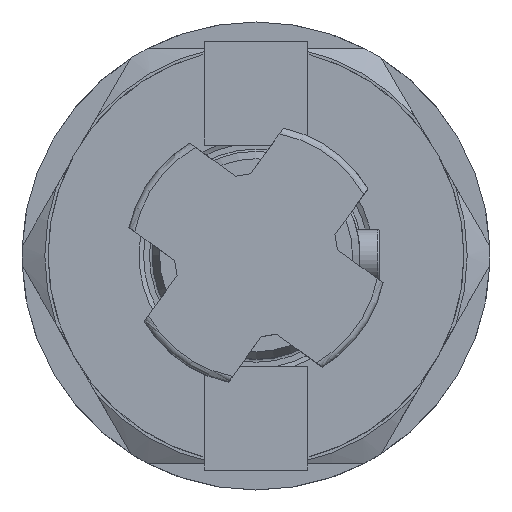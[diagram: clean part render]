
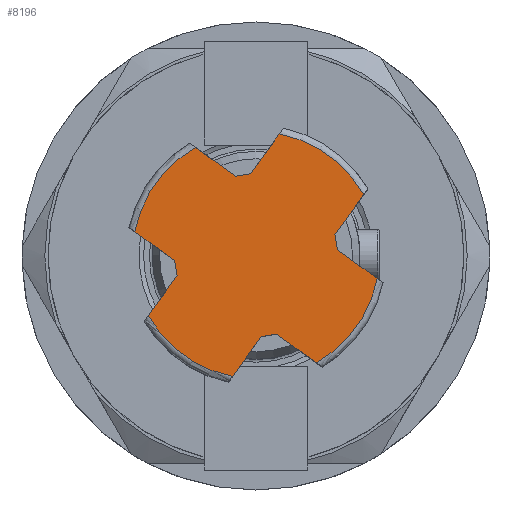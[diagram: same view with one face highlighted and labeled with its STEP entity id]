
A CAD part, top view. The second image highlights one B-rep face of the part: STEP entity #8196.
In plain terms, the highlighted planar face has unit normal (0, 0, 1).
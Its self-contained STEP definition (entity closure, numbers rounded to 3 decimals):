
#89 = VECTOR ( 'NONE', #7140, 1000. ) ;
#110 = CARTESIAN_POINT ( 'NONE',  ( -6.075, -1.582, 39. ) ) ;
#137 = ORIENTED_EDGE ( 'NONE', *, *, #958, .F. ) ;
#239 = VECTOR ( 'NONE', #7174, 1000. ) ;
#375 = ORIENTED_EDGE ( 'NONE', *, *, #1819, .T. ) ;
#454 = CARTESIAN_POINT ( 'NONE',  ( -1.8, -9.328, 39. ) ) ;
#478 = DIRECTION ( 'NONE',  ( 0., 0., 1. ) ) ;
#480 = VECTOR ( 'NONE', #9167, 1000. ) ;
#540 = VECTOR ( 'NONE', #8075, 1000. ) ;
#661 = EDGE_LOOP ( 'NONE', ( #375, #7485, #4735, #5482, #6198, #2079, #4923, #7496, #9131, #7792, #7751, #6386, #2832, #137, #6326, #1894 ) ) ;
#696 = LINE ( 'NONE', #1689, #2379 ) ;
#721 = CARTESIAN_POINT ( 'NONE',  ( 4.645, -8.287, 39. ) ) ;
#793 = DIRECTION ( 'NONE',  ( -0.811, 0.585, 0. ) ) ;
#937 = CARTESIAN_POINT ( 'NONE',  ( 8.287, 4.645, 39. ) ) ;
#958 = EDGE_CURVE ( 'NONE', #2401, #2534, #2158, .T. ) ;
#1114 = EDGE_CURVE ( 'NONE', #6686, #6463, #3259, .T. ) ;
#1177 = PLANE ( 'NONE',  #2026 ) ;
#1183 = EDGE_CURVE ( 'NONE', #7645, #4323, #6141, .T. ) ;
#1219 = CARTESIAN_POINT ( 'NONE',  ( -6.265, -0.411, 39. ) ) ;
#1354 = EDGE_CURVE ( 'NONE', #6686, #2401, #5350, .T. ) ;
#1410 = EDGE_CURVE ( 'NONE', #6400, #7645, #696, .T. ) ;
#1568 = DIRECTION ( 'NONE',  ( 0.585, 0.811, 0. ) ) ;
#1617 = VERTEX_POINT ( 'NONE', #4559 ) ;
#1650 = VERTEX_POINT ( 'NONE', #4865 ) ;
#1689 = CARTESIAN_POINT ( 'NONE',  ( 1.582, -6.075, 39. ) ) ;
#1720 = CIRCLE ( 'NONE', #6816, 9.5 ) ;
#1819 = EDGE_CURVE ( 'NONE', #6463, #4054, #1720, .T. ) ;
#1894 = ORIENTED_EDGE ( 'NONE', *, *, #1114, .T. ) ;
#1949 = DIRECTION ( 'NONE',  ( 0.811, -0.585, 0. ) ) ;
#2023 = LINE ( 'NONE', #3617, #89 ) ;
#2026 = AXIS2_PLACEMENT_3D ( 'NONE', #4684, #478, #5415 ) ;
#2079 = ORIENTED_EDGE ( 'NONE', *, *, #1183, .F. ) ;
#2088 = EDGE_CURVE ( 'NONE', #8879, #1617, #8382, .T. ) ;
#2106 = DIRECTION ( 'NONE',  ( 0.811, -0.585, 0. ) ) ;
#2143 = CARTESIAN_POINT ( 'NONE',  ( -4.645, 8.287, 39. ) ) ;
#2158 = LINE ( 'NONE', #2282, #239 ) ;
#2188 = VECTOR ( 'NONE', #1949, 1000. ) ;
#2282 = CARTESIAN_POINT ( 'NONE',  ( 17.863, 31.577, 39. ) ) ;
#2379 = VECTOR ( 'NONE', #8805, 1000. ) ;
#2401 = VERTEX_POINT ( 'NONE', #5433 ) ;
#2438 = VERTEX_POINT ( 'NONE', #1219 ) ;
#2534 = VERTEX_POINT ( 'NONE', #2697 ) ;
#2541 = DIRECTION ( 'NONE',  ( 0., 0., 1. ) ) ;
#2601 = CARTESIAN_POINT ( 'NONE',  ( 0., 0., 39. ) ) ;
#2697 = CARTESIAN_POINT ( 'NONE',  ( 1.8, 9.328, 39. ) ) ;
#2700 = CARTESIAN_POINT ( 'NONE',  ( -16.692, -29.956, 39. ) ) ;
#2719 = VECTOR ( 'NONE', #4564, 1000. ) ;
#2832 = ORIENTED_EDGE ( 'NONE', *, *, #6602, .T. ) ;
#2854 = VECTOR ( 'NONE', #7944, 1000. ) ;
#2969 = EDGE_CURVE ( 'NONE', #1650, #4323, #7681, .T. ) ;
#3085 = LINE ( 'NONE', #3727, #2854 ) ;
#3154 = CARTESIAN_POINT ( 'NONE',  ( 6.075, 1.582, 39. ) ) ;
#3160 = CARTESIAN_POINT ( 'NONE',  ( -29.956, 16.692, 39. ) ) ;
#3259 = LINE ( 'NONE', #5741, #6985 ) ;
#3290 = DIRECTION ( 'NONE',  ( 0.585, 0.811, 0. ) ) ;
#3343 = CARTESIAN_POINT ( 'NONE',  ( -1.582, 6.075, 39. ) ) ;
#3583 = CARTESIAN_POINT ( 'NONE',  ( -9.328, 1.8, 39. ) ) ;
#3617 = CARTESIAN_POINT ( 'NONE',  ( 3.243, -2.341, 39. ) ) ;
#3701 = CARTESIAN_POINT ( 'NONE',  ( 0., 0., 39. ) ) ;
#3727 = CARTESIAN_POINT ( 'NONE',  ( -6.075, -1.582, 39. ) ) ;
#3772 = DIRECTION ( 'NONE',  ( 0., 0., 1. ) ) ;
#3924 = FACE_OUTER_BOUND ( 'NONE', #661, .T. ) ;
#3986 = EDGE_CURVE ( 'NONE', #4608, #2438, #4322, .T. ) ;
#4054 = VERTEX_POINT ( 'NONE', #3583 ) ;
#4147 = CARTESIAN_POINT ( 'NONE',  ( 1.582, -6.075, 39. ) ) ;
#4230 = CARTESIAN_POINT ( 'NONE',  ( 33.199, -19.033, 39. ) ) ;
#4300 = LINE ( 'NONE', #3154, #540 ) ;
#4322 = LINE ( 'NONE', #6385, #8071 ) ;
#4323 = VERTEX_POINT ( 'NONE', #454 ) ;
#4391 = DIRECTION ( 'NONE',  ( 0.585, 0.811, 0. ) ) ;
#4559 = CARTESIAN_POINT ( 'NONE',  ( 9.328, -1.8, 39. ) ) ;
#4564 = DIRECTION ( 'NONE',  ( -0.811, 0.585, 0. ) ) ;
#4608 = VERTEX_POINT ( 'NONE', #110 ) ;
#4684 = CARTESIAN_POINT ( 'NONE',  ( 0., 0., 39. ) ) ;
#4735 = ORIENTED_EDGE ( 'NONE', *, *, #3986, .F. ) ;
#4860 = VECTOR ( 'NONE', #2106, 1000. ) ;
#4865 = CARTESIAN_POINT ( 'NONE',  ( -8.287, -4.645, 39. ) ) ;
#4923 = ORIENTED_EDGE ( 'NONE', *, *, #1410, .F. ) ;
#5108 = CIRCLE ( 'NONE', #6305, 9.5 ) ;
#5117 = VECTOR ( 'NONE', #5580, 1000. ) ;
#5187 = AXIS2_PLACEMENT_3D ( 'NONE', #2601, #7490, #3290 ) ;
#5350 = LINE ( 'NONE', #3343, #5117 ) ;
#5415 = DIRECTION ( 'NONE',  ( 0.585, 0.811, 0. ) ) ;
#5433 = CARTESIAN_POINT ( 'NONE',  ( -0.411, 6.265, 39. ) ) ;
#5444 = CARTESIAN_POINT ( 'NONE',  ( -2.341, -3.243, 39. ) ) ;
#5482 = ORIENTED_EDGE ( 'NONE', *, *, #7545, .F. ) ;
#5569 = CARTESIAN_POINT ( 'NONE',  ( 6.075, 1.582, 39. ) ) ;
#5580 = DIRECTION ( 'NONE',  ( 0.987, 0.159, 0. ) ) ;
#5613 = CIRCLE ( 'NONE', #7532, 9.5 ) ;
#5741 = CARTESIAN_POINT ( 'NONE',  ( 2.341, 3.243, 39. ) ) ;
#5776 = EDGE_CURVE ( 'NONE', #6400, #8412, #5956, .T. ) ;
#5872 = VERTEX_POINT ( 'NONE', #5569 ) ;
#5944 = CARTESIAN_POINT ( 'NONE',  ( -1.582, 6.075, 39. ) ) ;
#5956 = LINE ( 'NONE', #5444, #2188 ) ;
#6141 = LINE ( 'NONE', #2700, #480 ) ;
#6198 = ORIENTED_EDGE ( 'NONE', *, *, #2969, .T. ) ;
#6206 = EDGE_CURVE ( 'NONE', #2438, #4054, #8306, .T. ) ;
#6305 = AXIS2_PLACEMENT_3D ( 'NONE', #3701, #8615, #4391 ) ;
#6326 = ORIENTED_EDGE ( 'NONE', *, *, #1354, .F. ) ;
#6357 = DIRECTION ( 'NONE',  ( -0.159, 0.987, 0. ) ) ;
#6385 = CARTESIAN_POINT ( 'NONE',  ( -6.075, -1.582, 39. ) ) ;
#6386 = ORIENTED_EDGE ( 'NONE', *, *, #9018, .T. ) ;
#6400 = VERTEX_POINT ( 'NONE', #4147 ) ;
#6463 = VERTEX_POINT ( 'NONE', #2143 ) ;
#6602 = EDGE_CURVE ( 'NONE', #8602, #2534, #5108, .T. ) ;
#6686 = VERTEX_POINT ( 'NONE', #5944 ) ;
#6718 = CARTESIAN_POINT ( 'NONE',  ( 0., 0., 39. ) ) ;
#6736 = CARTESIAN_POINT ( 'NONE',  ( 0., 0., 39. ) ) ;
#6816 = AXIS2_PLACEMENT_3D ( 'NONE', #6718, #3772, #1568 ) ;
#6926 = CARTESIAN_POINT ( 'NONE',  ( 6.265, 0.411, 39. ) ) ;
#6985 = VECTOR ( 'NONE', #793, 1000. ) ;
#7140 = DIRECTION ( 'NONE',  ( 0.585, 0.811, 0. ) ) ;
#7174 = DIRECTION ( 'NONE',  ( 0.585, 0.811, 0. ) ) ;
#7436 = DIRECTION ( 'NONE',  ( 0.585, 0.811, 0. ) ) ;
#7485 = ORIENTED_EDGE ( 'NONE', *, *, #6206, .F. ) ;
#7490 = DIRECTION ( 'NONE',  ( 0., 0., 1. ) ) ;
#7496 = ORIENTED_EDGE ( 'NONE', *, *, #5776, .T. ) ;
#7532 = AXIS2_PLACEMENT_3D ( 'NONE', #6736, #2541, #7436 ) ;
#7545 = EDGE_CURVE ( 'NONE', #1650, #4608, #3085, .T. ) ;
#7645 = VERTEX_POINT ( 'NONE', #8063 ) ;
#7681 = CIRCLE ( 'NONE', #5187, 9.5 ) ;
#7710 = EDGE_CURVE ( 'NONE', #8412, #1617, #5613, .T. ) ;
#7751 = ORIENTED_EDGE ( 'NONE', *, *, #9175, .F. ) ;
#7792 = ORIENTED_EDGE ( 'NONE', *, *, #2088, .F. ) ;
#7944 = DIRECTION ( 'NONE',  ( 0.585, 0.811, 0. ) ) ;
#8063 = CARTESIAN_POINT ( 'NONE',  ( 0.411, -6.265, 39. ) ) ;
#8071 = VECTOR ( 'NONE', #6357, 1000. ) ;
#8075 = DIRECTION ( 'NONE',  ( 0.159, -0.987, 0. ) ) ;
#8196 = ADVANCED_FACE ( 'NONE', ( #3924 ), #1177, .T. ) ;
#8306 = LINE ( 'NONE', #3160, #2719 ) ;
#8382 = LINE ( 'NONE', #4230, #4860 ) ;
#8412 = VERTEX_POINT ( 'NONE', #721 ) ;
#8602 = VERTEX_POINT ( 'NONE', #937 ) ;
#8615 = DIRECTION ( 'NONE',  ( 0., 0., 1. ) ) ;
#8805 = DIRECTION ( 'NONE',  ( -0.987, -0.159, 0. ) ) ;
#8879 = VERTEX_POINT ( 'NONE', #6926 ) ;
#9018 = EDGE_CURVE ( 'NONE', #5872, #8602, #2023, .T. ) ;
#9131 = ORIENTED_EDGE ( 'NONE', *, *, #7710, .T. ) ;
#9167 = DIRECTION ( 'NONE',  ( -0.585, -0.811, 0. ) ) ;
#9175 = EDGE_CURVE ( 'NONE', #5872, #8879, #4300, .T. ) ;
